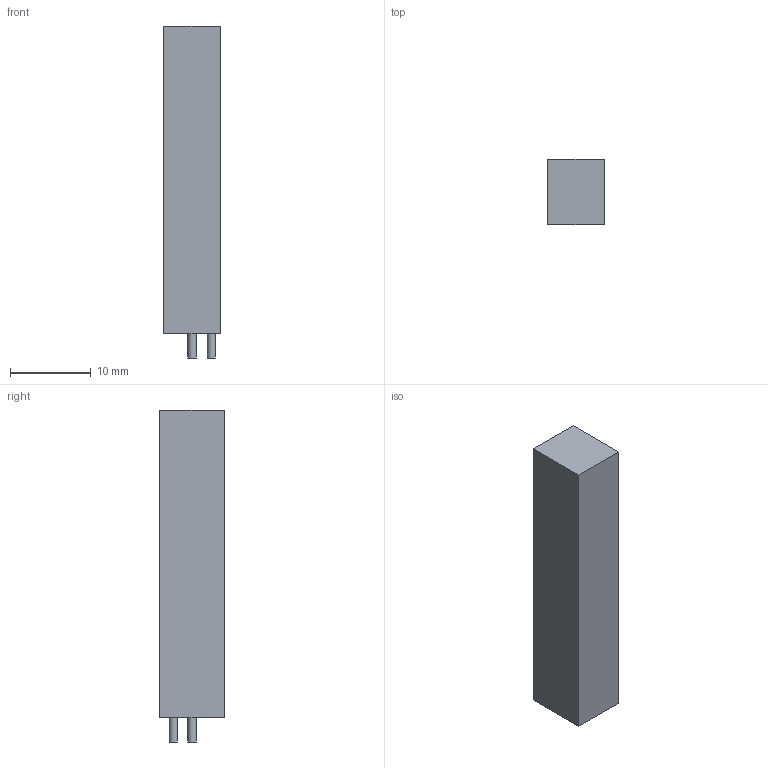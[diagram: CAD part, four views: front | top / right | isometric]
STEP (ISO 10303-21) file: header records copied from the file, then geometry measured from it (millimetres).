
FILE_DESCRIPTION(/* description */ ('model of R_Radial_Power_L7.0mm_W8.0mm_Px2.40mm_Py2.30mm'),/* implementation_level */ '2;1');
FILE_NAME(/* name */ 'R_Radial_Power_L7.0mm_W8.0mm_Px2.40mm_Py2.30mm.step',/* time_stamp */ '2017-10-31T21:41:00',/* author */ ('kicad StepUp','ksu'),/* organization */ ('FreeCAD'),/* preprocessor_version */ 'OCC',/* originating_system */ 'kicad StepUp',/* authorisation */ '');
FILE_SCHEMA(('AUTOMOTIVE_DESIGN_CC2 { 1 2 10303 214 -1 1 5 4 }'));
Length unit declared in the file: millimetre
Products named in the file (2): ASSEMBLY; R_Radial_Power_L70mm_W80mm_Px240mm_Py230mm
Assembly tree (1 placements, depth 2):
  ASSEMBLY
    R_Radial_Power_L70mm_W80mm_Px240mm_Py230mm
Bounding box: 7 x 8 x 41 mm (x, y, z)
Volume: 2132.7 mm3; surface area: 1270.8 mm2
Topology: 1 solids, 1 shells, 10 faces, 18 edges, 12 vertices
Faces by surface type: plane 8, cylinder 2
Full cylindrical faces by diameter (mm): 1 x2
Entity records: 347 total; most frequent: DIRECTION 46, CARTESIAN_POINT 42, ORIENTED_EDGE 36, EDGE_CURVE 18, AXIS2_PLACEMENT_3D 16, LINE 14, VECTOR 14, FACE_BOUND 12
